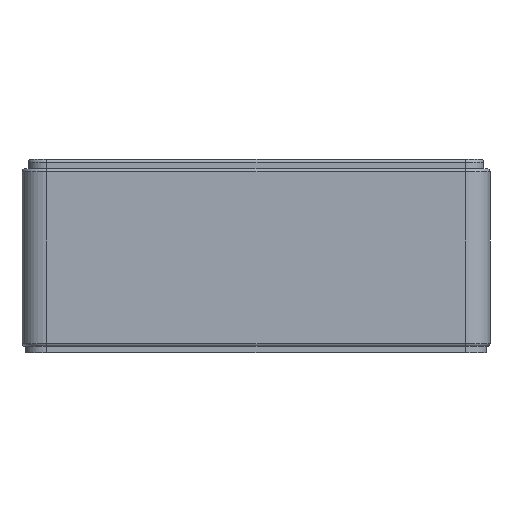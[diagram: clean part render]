
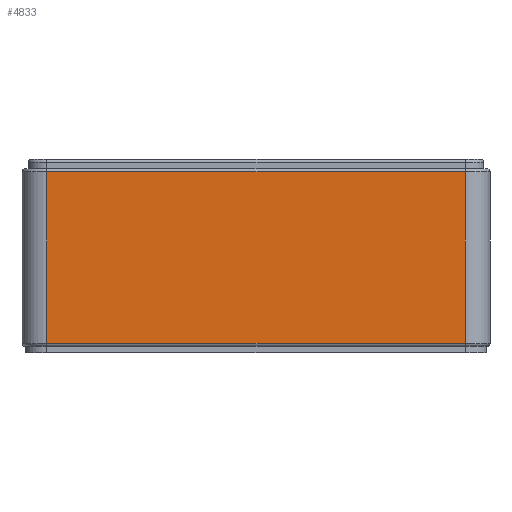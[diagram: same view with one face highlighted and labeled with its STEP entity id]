
A CAD part, left-side view. The second image highlights one B-rep face of the part: STEP entity #4833.
In plain terms, the highlighted planar face has unit normal (-1, 0, 0).
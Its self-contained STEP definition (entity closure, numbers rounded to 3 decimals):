
#463 = FACE_OUTER_BOUND ( 'NONE', #3952, .T. ) ;
#562 = CARTESIAN_POINT ( 'NONE',  ( -1.6, 0.67, 0.58 ) ) ;
#869 = DIRECTION ( 'NONE',  ( 0., -1., 0. ) ) ;
#1582 = DIRECTION ( 'NONE',  ( 0., 1., 0. ) ) ;
#1992 = DIRECTION ( 'NONE',  ( 0., 0., -1. ) ) ;
#2503 = VECTOR ( 'NONE', #1992, 1000. ) ;
#2880 = ORIENTED_EDGE ( 'NONE', *, *, #3411, .T. ) ;
#2944 = VERTEX_POINT ( 'NONE', #12478 ) ;
#3258 = LINE ( 'NONE', #12886, #8277 ) ;
#3411 = EDGE_CURVE ( 'NONE', #8044, #7076, #8923, .T. ) ;
#3421 = LINE ( 'NONE', #8829, #5444 ) ;
#3486 = EDGE_CURVE ( 'NONE', #12975, #2944, #3258, .T. ) ;
#3816 = ORIENTED_EDGE ( 'NONE', *, *, #7964, .F. ) ;
#3952 = EDGE_LOOP ( 'NONE', ( #5954, #4546, #3816, #2880 ) ) ;
#4546 = ORIENTED_EDGE ( 'NONE', *, *, #3486, .T. ) ;
#4833 = ADVANCED_FACE ( 'NONE', ( #463 ), #12505, .F. ) ;
#5444 = VECTOR ( 'NONE', #8884, 1000. ) ;
#5652 = EDGE_CURVE ( 'NONE', #7076, #12975, #10227, .T. ) ;
#5921 = VECTOR ( 'NONE', #11838, 1000. ) ;
#5954 = ORIENTED_EDGE ( 'NONE', *, *, #5652, .T. ) ;
#6092 = CARTESIAN_POINT ( 'NONE',  ( -1.6, 0.67, 0.58 ) ) ;
#7076 = VERTEX_POINT ( 'NONE', #12538 ) ;
#7079 = CARTESIAN_POINT ( 'NONE',  ( -1.6, -0.67, 0.57 ) ) ;
#7633 = DIRECTION ( 'NONE',  ( 1., 0., 0. ) ) ;
#7964 = EDGE_CURVE ( 'NONE', #8044, #2944, #3421, .T. ) ;
#8044 = VERTEX_POINT ( 'NONE', #7079 ) ;
#8277 = VECTOR ( 'NONE', #869, 1000. ) ;
#8829 = CARTESIAN_POINT ( 'NONE',  ( -1.6, -0.67, 0.58 ) ) ;
#8884 = DIRECTION ( 'NONE',  ( 0., 0., -1. ) ) ;
#8923 = LINE ( 'NONE', #12795, #5921 ) ;
#10227 = LINE ( 'NONE', #6092, #2503 ) ;
#10724 = CARTESIAN_POINT ( 'NONE',  ( -1.6, 0.67, 0.02 ) ) ;
#11838 = DIRECTION ( 'NONE',  ( 0., 1., 0. ) ) ;
#12174 = AXIS2_PLACEMENT_3D ( 'NONE', #562, #7633, #1582 ) ;
#12478 = CARTESIAN_POINT ( 'NONE',  ( -1.6, -0.67, 0.02 ) ) ;
#12505 = PLANE ( 'NONE',  #12174 ) ;
#12538 = CARTESIAN_POINT ( 'NONE',  ( -1.6, 0.67, 0.57 ) ) ;
#12795 = CARTESIAN_POINT ( 'NONE',  ( -1.6, 0.67, 0.57 ) ) ;
#12886 = CARTESIAN_POINT ( 'NONE',  ( -1.6, -0.67, 0.02 ) ) ;
#12975 = VERTEX_POINT ( 'NONE', #10724 ) ;
